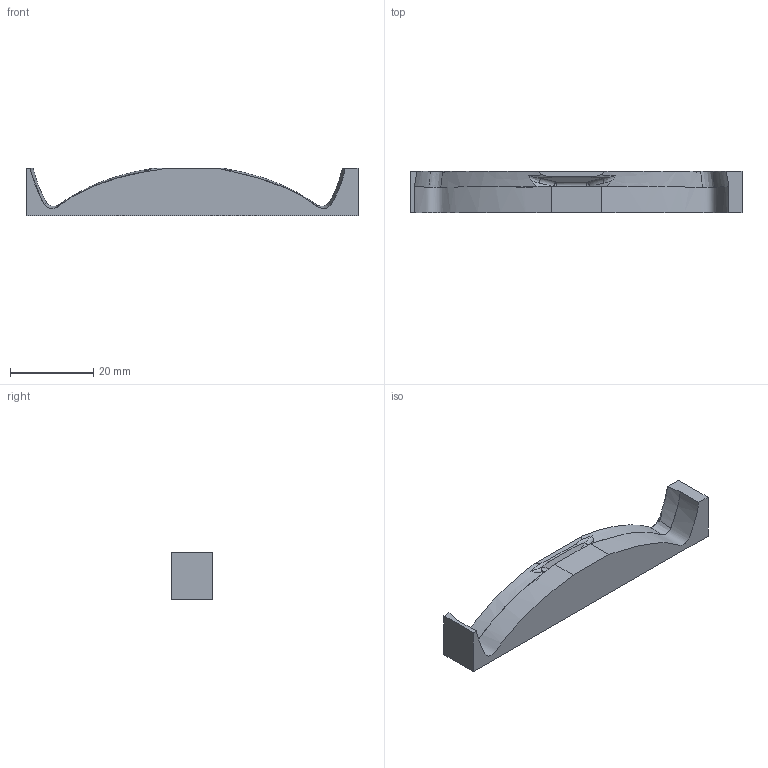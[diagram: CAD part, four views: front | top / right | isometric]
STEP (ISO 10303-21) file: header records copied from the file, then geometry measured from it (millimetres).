
FILE_DESCRIPTION (( 'STEP AP214' ), '1' );
FILE_NAME ('Attachment Interface.STEP', '2023-05-26T20:41:41', ( '' ), ( '' ), 'SwSTEP 2.0', 'SolidWorks 2021', '' );
FILE_SCHEMA (( 'AUTOMOTIVE_DESIGN' ));
Length unit declared in the file: millimetre
Products named in the file (1): Attachment Interface
Bounding box: 80 x 10 x 11.5 mm (x, y, z)
Volume: 6248.5 mm3; surface area: 3414.4 mm2
Topology: 2 solids, 2 shells, 61 faces, 164 edges, 105 vertices
Faces by surface type: bspline 29, plane 26, cylinder 4, torus 2
Entity records: 10312 total; most frequent: CARTESIAN_POINT 9083, ORIENTED_EDGE 332, EDGE_CURVE 166, B_SPLINE_CURVE_WITH_KNOTS 129, DIRECTION 109, VERTEX_POINT 109, EDGE_LOOP 63, ADVANCED_FACE 63
